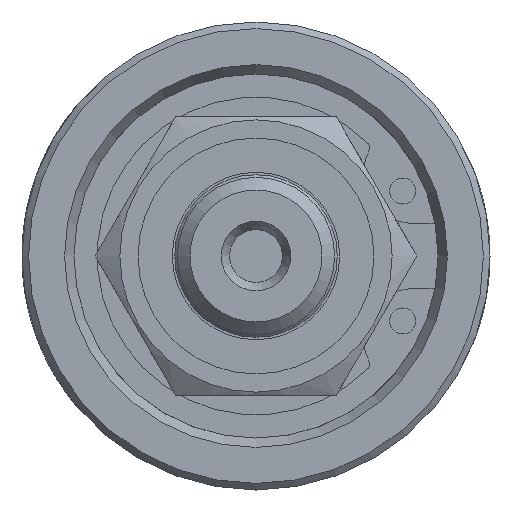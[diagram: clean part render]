
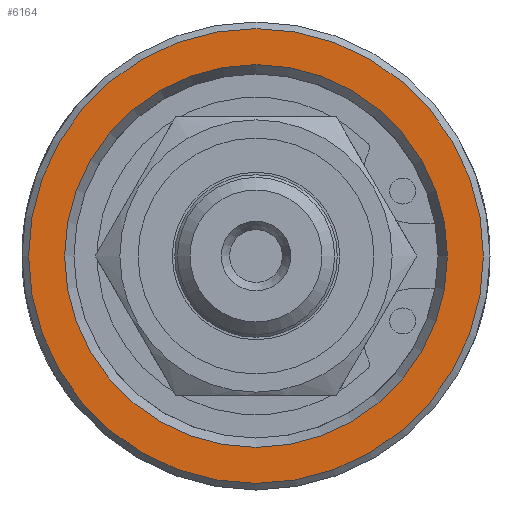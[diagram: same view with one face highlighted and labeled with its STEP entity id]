
A CAD part, left-side view. The second image highlights one B-rep face of the part: STEP entity #6164.
In plain terms, the highlighted planar face has unit normal (-1, 0, 0).
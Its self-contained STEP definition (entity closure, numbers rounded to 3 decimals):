
#71=FACE_BOUND('',#2175,.T.);
#1783=FACE_OUTER_BOUND('',#2174,.T.);
#2174=EDGE_LOOP('',(#5694));
#2175=EDGE_LOOP('',(#5695,#5696));
#2380=CIRCLE('',#6581,13.785);
#2381=CIRCLE('',#6583,11.6);
#2382=CIRCLE('',#6584,11.6);
#2990=VERTEX_POINT('',#56049);
#2991=VERTEX_POINT('',#56053);
#2992=VERTEX_POINT('',#56054);
#3896=EDGE_CURVE('',#2990,#2990,#2380,.T.);
#3897=EDGE_CURVE('',#2991,#2992,#2381,.T.);
#3898=EDGE_CURVE('',#2992,#2991,#2382,.T.);
#5694=ORIENTED_EDGE('',*,*,#3896,.F.);
#5695=ORIENTED_EDGE('',*,*,#3897,.T.);
#5696=ORIENTED_EDGE('',*,*,#3898,.T.);
#5821=PLANE('',#6582);
#6164=ADVANCED_FACE('',(#1783,#71),#5821,.T.);
#6581=AXIS2_PLACEMENT_3D('',#56051,#7708,#7709);
#6582=AXIS2_PLACEMENT_3D('',#56052,#7710,#7711);
#6583=AXIS2_PLACEMENT_3D('',#56055,#7712,#7713);
#6584=AXIS2_PLACEMENT_3D('',#56056,#7714,#7715);
#7708=DIRECTION('center_axis',(1.,0.,0.));
#7709=DIRECTION('ref_axis',(0.,-1.,0.));
#7710=DIRECTION('center_axis',(-1.,0.,0.));
#7711=DIRECTION('ref_axis',(0.,0.,1.));
#7712=DIRECTION('center_axis',(1.,0.,0.));
#7713=DIRECTION('ref_axis',(0.,1.,0.));
#7714=DIRECTION('center_axis',(1.,0.,0.));
#7715=DIRECTION('ref_axis',(0.,1.,0.));
#56049=CARTESIAN_POINT('',(0.,13.785,0.));
#56051=CARTESIAN_POINT('Origin',(0.,0.,0.));
#56052=CARTESIAN_POINT('Origin',(0.,7.093,0.));
#56053=CARTESIAN_POINT('',(0.,11.6,0.));
#56054=CARTESIAN_POINT('',(0.,-11.6,0.));
#56055=CARTESIAN_POINT('Origin',(0.,0.,0.));
#56056=CARTESIAN_POINT('Origin',(0.,0.,0.));
